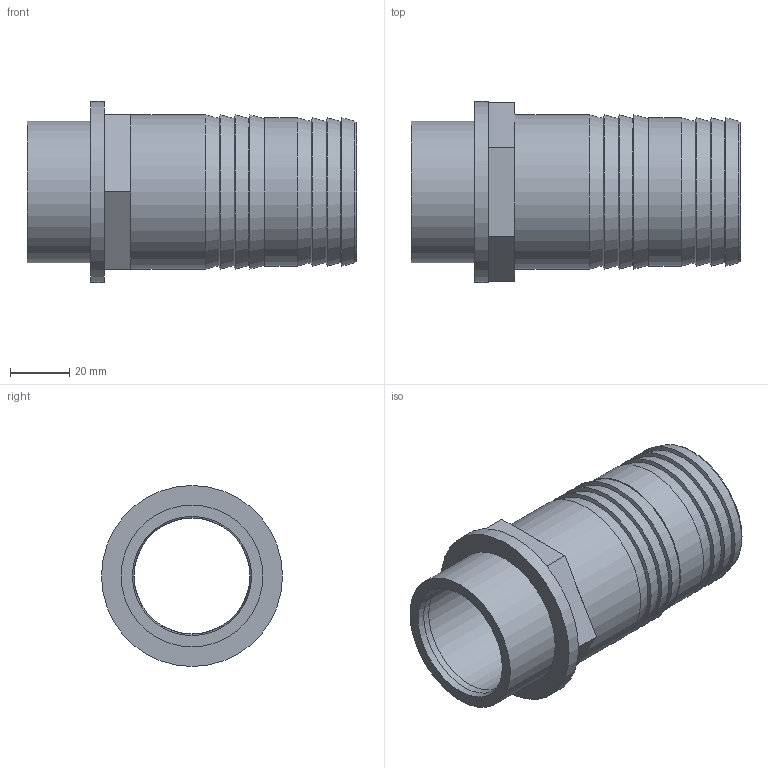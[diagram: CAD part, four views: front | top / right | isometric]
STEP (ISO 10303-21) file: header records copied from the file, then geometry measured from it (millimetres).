
FILE_DESCRIPTION(/* description */ (''),/* implementation_level */ '2;1');
FILE_NAME(/* name */ 'AFV112050052.ipt.stp',/* time_stamp */ '2013-10-01T14:35:18+02:00',/* author */ ('bfaro'),/* organization */ (''),/* preprocessor_version */ 'ST-DEVELOPER v15.2',/* originating_system */ 'Autodesk Inventor 2014',/* authorisation */ '');
FILE_SCHEMA (('AUTOMOTIVE_DESIGN { 1 0 10303 214 3 1 1 }'));
Length unit declared in the file: millimetre
Products named in the file (1): AFV112050052
Bounding box: 111 x 61 x 61 mm (x, y, z)
Volume: 92525.9 mm3; surface area: 35530.1 mm2
Topology: 1 solids, 1 shells, 40 faces, 81 edges, 46 vertices
Faces by surface type: cone 18, plane 17, cylinder 5
Full cylindrical faces by diameter (mm): 39 x1, 47.8 x1, 50 x1, 52 x1, 61 x1
Entity records: 927 total; most frequent: DIRECTION 172, CARTESIAN_POINT 143, ORIENTED_EDGE 114, AXIS2_PLACEMENT_3D 74, EDGE_LOOP 68, EDGE_CURVE 57, VERTEX_POINT 45, FACE_OUTER_BOUND 40
